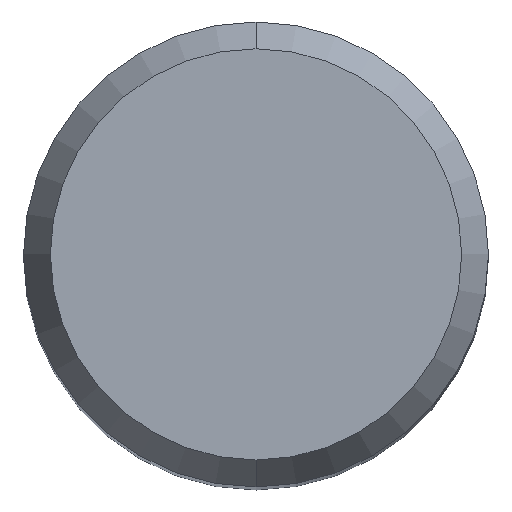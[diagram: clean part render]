
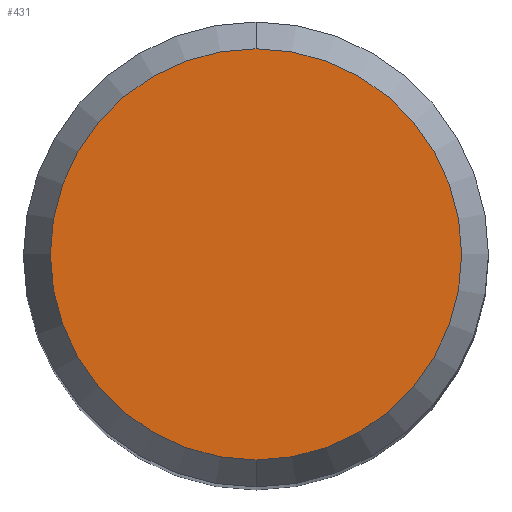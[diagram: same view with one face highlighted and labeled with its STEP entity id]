
A CAD part, top view. The second image highlights one B-rep face of the part: STEP entity #431.
In plain terms, the highlighted planar face has unit normal (0, 0, 1).
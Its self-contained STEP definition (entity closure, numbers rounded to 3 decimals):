
#193=EDGE_CURVE('',#351,#297,#486,.T.);
#241=EDGE_CURVE('',#297,#351,#542,.T.);
#297=VERTEX_POINT('',#604);
#351=VERTEX_POINT('',#661);
#431=ADVANCED_FACE('',(#748),#749,.T.);
#486=CIRCLE('',#827,4.423);
#542=CIRCLE('',#940,4.423);
#604=CARTESIAN_POINT('',(0.,-4.423,0.0));
#661=CARTESIAN_POINT('',(0.0,4.423,0.0));
#748=FACE_OUTER_BOUND('',#1398,.T.);
#749=PLANE('',#1399);
#827=AXIS2_PLACEMENT_3D('',#1432,#1433,#1434);
#940=AXIS2_PLACEMENT_3D('',#1524,#1525,#1526);
#1398=EDGE_LOOP('',(#1732,#1733));
#1399=AXIS2_PLACEMENT_3D('',#1734,#1735,#1736);
#1432=CARTESIAN_POINT('',(0.0,0.0,0.0));
#1433=DIRECTION('',(0.0,0.0,-1.0));
#1434=DIRECTION('',(0.0,1.0,0.0));
#1524=CARTESIAN_POINT('',(0.0,0.0,0.0));
#1525=DIRECTION('',(0.0,0.0,-1.0));
#1526=DIRECTION('',(0.0,1.0,0.0));
#1732=ORIENTED_EDGE('',*,*,#193,.F.);
#1733=ORIENTED_EDGE('',*,*,#241,.F.);
#1734=CARTESIAN_POINT('',(0.0,2.211,0.0));
#1735=DIRECTION('',(-0.0,0.0,1.0));
#1736=DIRECTION('',(0.0,-1.0,0.0));
